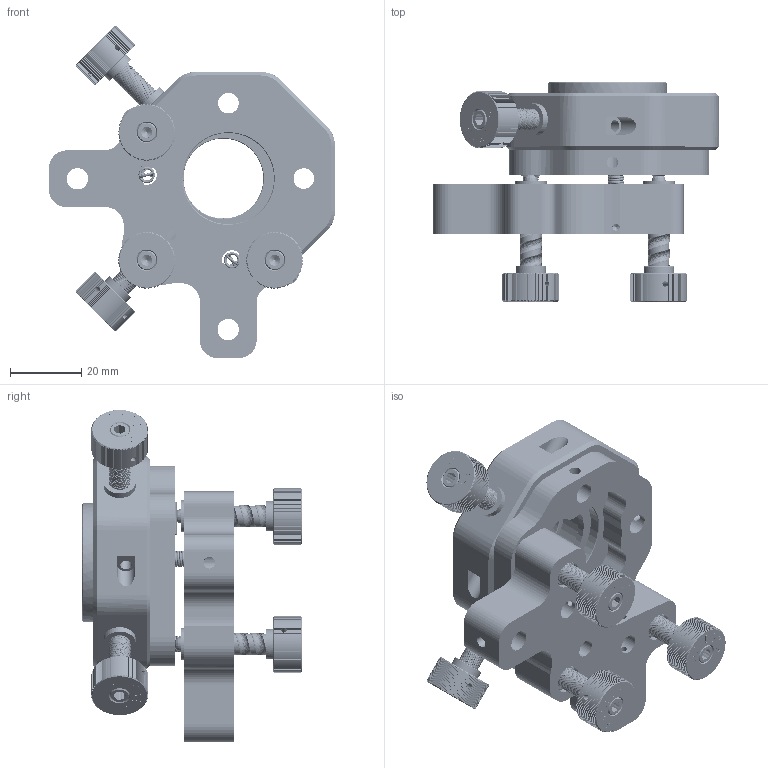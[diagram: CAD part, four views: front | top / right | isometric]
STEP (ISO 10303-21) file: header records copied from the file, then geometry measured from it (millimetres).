
FILE_DESCRIPTION(/* description */ (''),/* implementation_level */ '2;1');
FILE_NAME(/* name */ '60-3BMaTxy-SM1',/* time_stamp */ '2025-06-26T14:56:29+03:00',/* author */ (''),/* organization */ (''),/* preprocessor_version */ 'ST-DEVELOPER v16.5',/* originating_system */ 'Rhino 7.34',/* authorisation */ '');
FILE_SCHEMA (('AUTOMOTIVE_DESIGN'));
Products named in the file (1): Document
Bounding box: 80.49 x 61.7 x 93.41 mm (x, y, z)
Volume: 85354.9 mm3; surface area: 34788.7 mm2
Topology: 14 solids, 14 shells, 4672 faces, 13521 edges, 8483 vertices
Faces by surface type: plane 2638, cylinder 1392, bspline 642
Entity records: 247232 total; most frequent: CARTESIAN_POINT 161576, ORIENTED_EDGE 26942, EDGE_CURVE 13471, B_SPLINE_CURVE_WITH_KNOTS 9942, VERTEX_POINT 8474, EDGE_LOOP 4816, ADVANCED_FACE 4653, FACE_OUTER_BOUND 4653
